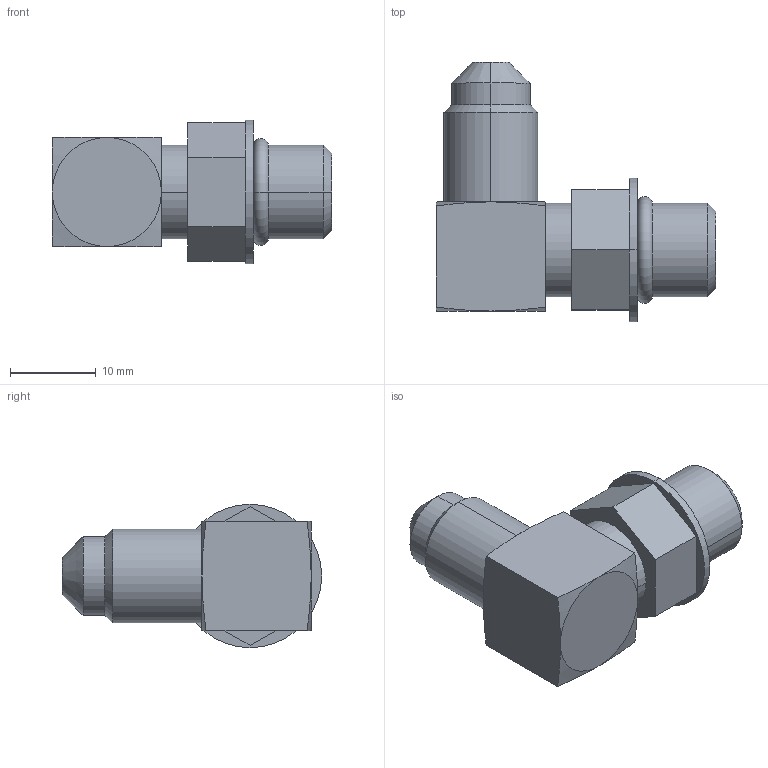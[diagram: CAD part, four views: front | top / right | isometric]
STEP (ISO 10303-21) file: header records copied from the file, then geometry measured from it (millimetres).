
FILE_DESCRIPTION((''),'2;1');
FILE_NAME('ILC30161544','2005-08-23T',('KR'),(''),'PRO/ENGINEER BY PARAMETRIC TECHNOLOGY CORPORATION, 2004290','PRO/ENGINEER BY PARAMETRIC TECHNOLOGY CORPORATION, 2004290','');
FILE_SCHEMA(('AUTOMOTIVE_DESIGN_CC2 { 1 2 10303 214 -1 1 5 2 }'));
Length unit declared in the file: inch
Products named in the file (1): ILC30161544
Bounding box: 32.51 x 30.19 x 16.69 mm (x, y, z)
Volume: 5218.3 mm3; surface area: 3046.1 mm2
Topology: 1 solids, 1 shells, 57 faces, 123 edges, 74 vertices
Faces by surface type: plane 21, cylinder 20, cone 14, torus 2
Entity records: 2253 total; most frequent: CARTESIAN_POINT 434, DIRECTION 263, ORIENTED_EDGE 246, PRESENTATION_STYLE_ASSIGNMENT 131, STYLED_ITEM 124, CURVE_STYLE 123, EDGE_CURVE 123, COLOUR_RGB 107
